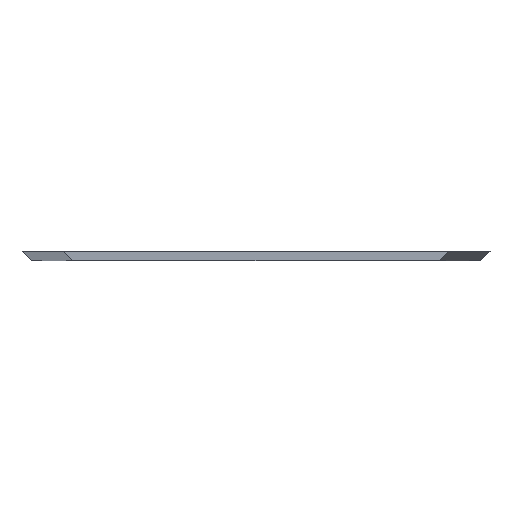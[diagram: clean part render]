
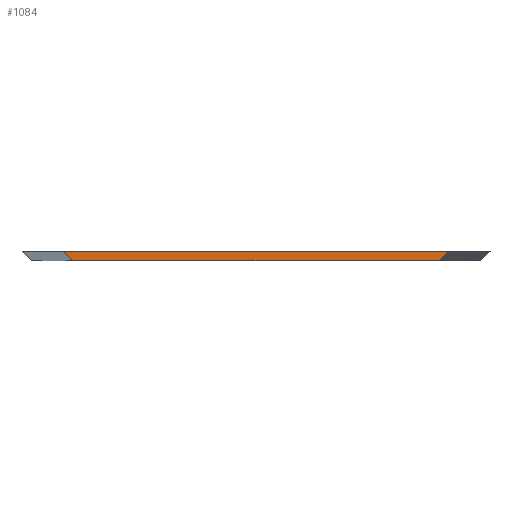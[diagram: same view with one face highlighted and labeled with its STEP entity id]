
A CAD part, front view. The second image highlights one B-rep face of the part: STEP entity #1084.
In plain terms, the highlighted planar face has unit normal (0, -1, 0).
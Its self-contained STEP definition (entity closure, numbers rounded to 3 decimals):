
#8 = DIRECTION ( 'NONE',  ( 1., 0., 0. ) ) ;
#24 = VERTEX_POINT ( 'NONE', #1077 ) ;
#63 = EDGE_CURVE ( 'NONE', #1085, #24, #1673, .T. ) ;
#237 = ORIENTED_EDGE ( 'NONE', *, *, #1671, .T. ) ;
#244 = CARTESIAN_POINT ( 'NONE',  ( -188.402, -20., 0. ) ) ;
#253 = VECTOR ( 'NONE', #325, 1000. ) ;
#277 = VERTEX_POINT ( 'NONE', #1564 ) ;
#325 = DIRECTION ( 'NONE',  ( 0.711, 0., -0.704 ) ) ;
#380 = ORIENTED_EDGE ( 'NONE', *, *, #63, .T. ) ;
#465 = CARTESIAN_POINT ( 'NONE',  ( -198.5, -20., 0. ) ) ;
#547 = CARTESIAN_POINT ( 'NONE',  ( -219.858, -20., 31.15 ) ) ;
#585 = VECTOR ( 'NONE', #856, 1000. ) ;
#856 = DIRECTION ( 'NONE',  ( 1., 0., 0. ) ) ;
#1074 = DIRECTION ( 'NONE',  ( 0., 1., 0. ) ) ;
#1077 = CARTESIAN_POINT ( 'NONE',  ( 188.402, -20., 0. ) ) ;
#1084 = ADVANCED_FACE ( 'NONE', ( #1131 ), #1276, .F. ) ;
#1085 = VERTEX_POINT ( 'NONE', #244 ) ;
#1095 = EDGE_CURVE ( 'NONE', #1819, #277, #2055, .T. ) ;
#1131 = FACE_OUTER_BOUND ( 'NONE', #1668, .T. ) ;
#1213 = CARTESIAN_POINT ( 'NONE',  ( 198.5, -20., 10. ) ) ;
#1276 = PLANE ( 'NONE',  #2532 ) ;
#1471 = CARTESIAN_POINT ( 'NONE',  ( -198.5, -20., 10. ) ) ;
#1514 = VECTOR ( 'NONE', #8, 1000. ) ;
#1544 = LINE ( 'NONE', #1213, #1676 ) ;
#1564 = CARTESIAN_POINT ( 'NONE',  ( 198.5, -20., 10. ) ) ;
#1601 = EDGE_CURVE ( 'NONE', #24, #277, #1544, .T. ) ;
#1668 = EDGE_LOOP ( 'NONE', ( #2426, #237, #380, #1823 ) ) ;
#1671 = EDGE_CURVE ( 'NONE', #1819, #1085, #2537, .T. ) ;
#1672 = CARTESIAN_POINT ( 'NONE',  ( -198.5, -20., 10. ) ) ;
#1673 = LINE ( 'NONE', #465, #585 ) ;
#1676 = VECTOR ( 'NONE', #1857, 1000. ) ;
#1819 = VERTEX_POINT ( 'NONE', #1876 ) ;
#1823 = ORIENTED_EDGE ( 'NONE', *, *, #1601, .T. ) ;
#1857 = DIRECTION ( 'NONE',  ( 0.711, 0., 0.704 ) ) ;
#1876 = CARTESIAN_POINT ( 'NONE',  ( -198.5, -20., 10. ) ) ;
#2055 = LINE ( 'NONE', #1471, #1514 ) ;
#2426 = ORIENTED_EDGE ( 'NONE', *, *, #1095, .F. ) ;
#2478 = DIRECTION ( 'NONE',  ( 0., 0., 1. ) ) ;
#2532 = AXIS2_PLACEMENT_3D ( 'NONE', #1672, #1074, #2478 ) ;
#2537 = LINE ( 'NONE', #547, #253 ) ;
